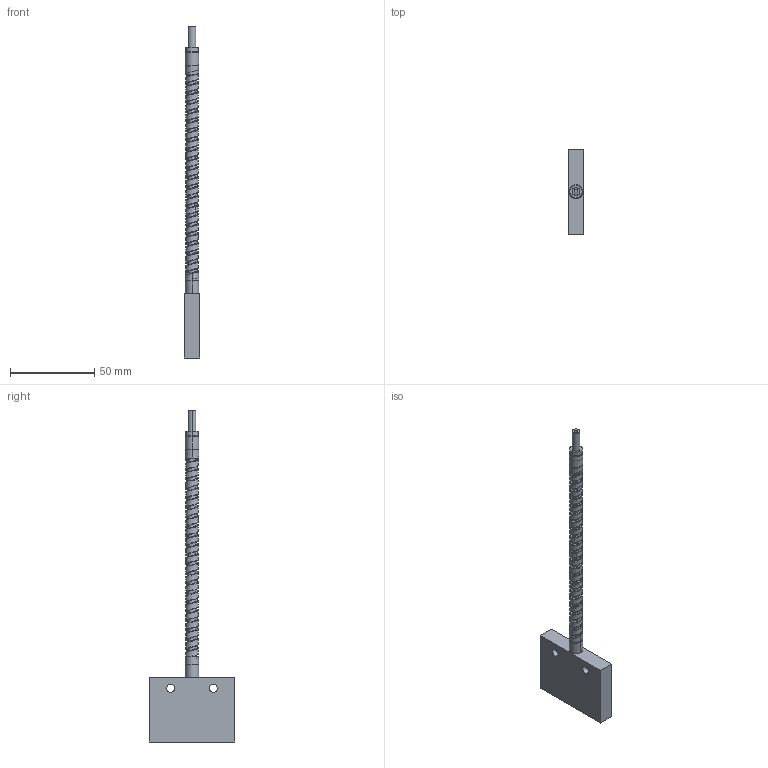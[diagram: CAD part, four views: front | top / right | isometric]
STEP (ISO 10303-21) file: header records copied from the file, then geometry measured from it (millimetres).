
FILE_DESCRIPTION((''),'2;1');
FILE_NAME('161914_ASM','2016-02-09T',('pdmadmin'),(''),'PRO/ENGINEER BY PARAMETRIC TECHNOLOGY CORPORATION, 2013230','PRO/ENGINEER BY PARAMETRIC TECHNOLOGY CORPORATION, 2013230','');
FILE_SCHEMA(('CONFIG_CONTROL_DESIGN'));
Length unit declared in the file: inch
Products named in the file (5): STW_-30_DIA; COLLAR_-5_X_-32_DIA; GFH-2X1-50X-37_AF3; TERMINUS_NO_COLLAR; 161914_ASM
Assembly tree (5 placements, depth 2):
  161914_ASM
    STW_-30_DIA
    COLLAR_-5_X_-32_DIA  x2
    GFH-2X1-50X-37_AF3
    TERMINUS_NO_COLLAR
Bounding box: 9.4 x 50.8 x 196.67 mm (x, y, z)
Volume: 20160.8 mm3; surface area: 16552.1 mm2
Topology: 5 solids, 5 shells, 151 faces, 335 edges, 200 vertices
Faces by surface type: bspline 94, cylinder 28, plane 25, cone 4
Entity records: 26233 total; most frequent: CARTESIAN_POINT 23401, ORIENTED_EDGE 638, DIRECTION 395, EDGE_CURVE 319, VERTEX_POINT 190, EDGE_LOOP 157, FACE_OUTER_BOUND 143, ADVANCED_FACE 143
